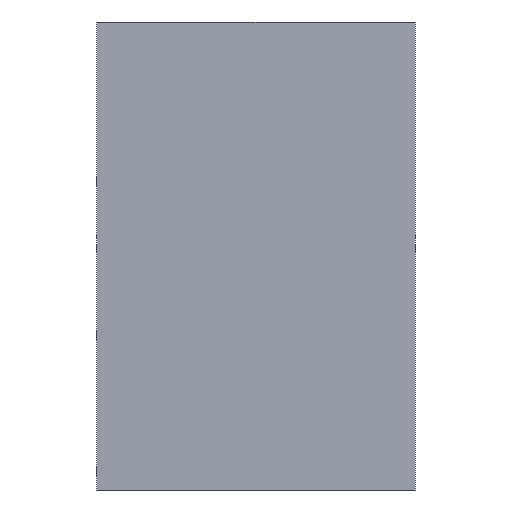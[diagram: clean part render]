
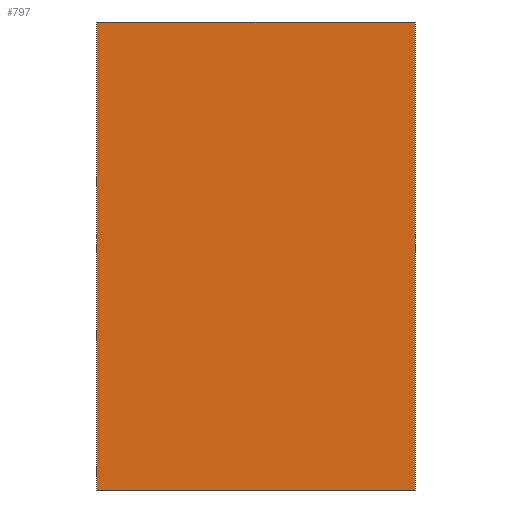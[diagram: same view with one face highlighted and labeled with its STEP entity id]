
A CAD part, front view. The second image highlights one B-rep face of the part: STEP entity #797.
In plain terms, the highlighted planar face has unit normal (0, -1, 0).
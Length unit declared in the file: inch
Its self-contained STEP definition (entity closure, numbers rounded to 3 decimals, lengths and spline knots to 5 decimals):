
#106=PLANE('',#876);
#145=FACE_OUTER_BOUND('',#200,.T.);
#200=EDGE_LOOP('',(#744,#745,#746,#747));
#254=LINE('',#1298,#333);
#274=LINE('',#1346,#353);
#277=LINE('',#1350,#356);
#279=LINE('',#1355,#358);
#333=VECTOR('',#1008,0.3937);
#353=VECTOR('',#1060,0.3937);
#356=VECTOR('',#1065,0.3937);
#358=VECTOR('',#1073,0.3937);
#416=VERTEX_POINT('',#1187);
#426=VERTEX_POINT('',#1260);
#443=VERTEX_POINT('',#1344);
#444=VERTEX_POINT('',#1345);
#516=EDGE_CURVE('',#426,#416,#254,.T.);
#540=EDGE_CURVE('',#443,#444,#274,.T.);
#543=EDGE_CURVE('',#426,#443,#277,.T.);
#545=EDGE_CURVE('',#444,#416,#279,.T.);
#744=ORIENTED_EDGE('',*,*,#516,.T.);
#745=ORIENTED_EDGE('',*,*,#545,.F.);
#746=ORIENTED_EDGE('',*,*,#540,.F.);
#747=ORIENTED_EDGE('',*,*,#543,.F.);
#797=ADVANCED_FACE('',(#145),#106,.F.);
#876=AXIS2_PLACEMENT_3D('',#1356,#1074,#1075);
#1008=DIRECTION('',(-1.,0.,0.));
#1060=DIRECTION('',(-1.,0.,0.));
#1065=DIRECTION('',(0.,0.,-1.));
#1073=DIRECTION('',(0.,0.,1.));
#1074=DIRECTION('center_axis',(0.,1.,0.));
#1075=DIRECTION('ref_axis',(0.,0.,1.));
#1187=CARTESIAN_POINT('',(-4.14,0.,-1.91744));
#1260=CARTESIAN_POINT('',(0.,0.,-1.91744));
#1298=CARTESIAN_POINT('',(-3.105,0.,-1.91744));
#1344=CARTESIAN_POINT('',(0.,0.,-8.));
#1345=CARTESIAN_POINT('',(-4.14,0.,-8.));
#1346=CARTESIAN_POINT('',(0.,0.,-8.));
#1350=CARTESIAN_POINT('',(0.,0.,0.));
#1355=CARTESIAN_POINT('',(-4.14,0.,-8.));
#1356=CARTESIAN_POINT('Origin',(-2.07,0.,-4.));
